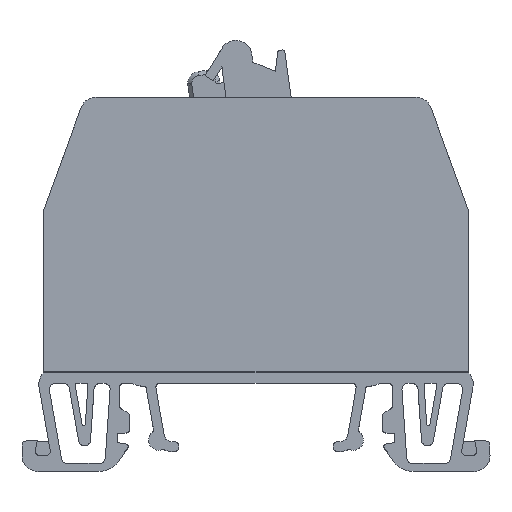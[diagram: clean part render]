
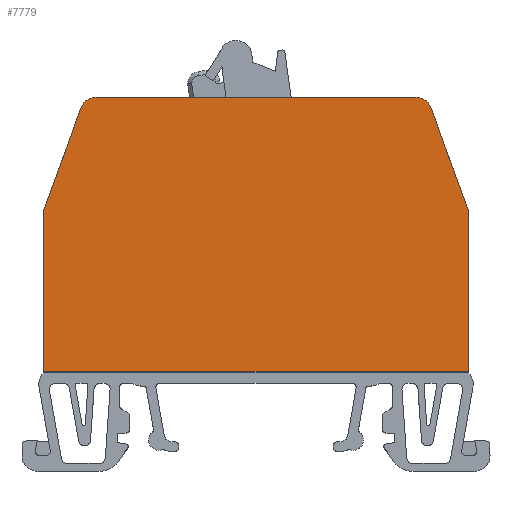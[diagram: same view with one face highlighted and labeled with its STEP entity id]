
A CAD part, top view. The second image highlights one B-rep face of the part: STEP entity #7779.
In plain terms, the highlighted planar face has unit normal (0, 0, 1).
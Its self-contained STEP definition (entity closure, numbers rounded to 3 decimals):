
#4987 = DIRECTION ( 'NONE',  ( 1., 0., 0. ) ) ;
#4990 = DIRECTION ( 'NONE',  ( 0.342, -0.94, 0. ) ) ;
#5005 = LINE ( 'NONE', #5015, #12811 ) ;
#5009 = DIRECTION ( 'NONE',  ( 0., 0., -1. ) ) ;
#5014 = CARTESIAN_POINT ( 'NONE',  ( 535.776, 287.07, 8.342 ) ) ;
#5015 = CARTESIAN_POINT ( 'NONE',  ( 582.032, 255.157, 8.342 ) ) ;
#5023 = LINE ( 'NONE', #5024, #12791 ) ;
#5024 = CARTESIAN_POINT ( 'NONE',  ( 582.032, 274.962, 8.342 ) ) ;
#5025 = DIRECTION ( 'NONE',  ( 0., -1., 0. ) ) ;
#5030 = LINE ( 'NONE', #5069, #12848 ) ;
#5032 = DIRECTION ( 'NONE',  ( 0.342, 0.94, 0. ) ) ;
#5060 = DIRECTION ( 'NONE',  ( 0., 0., -1. ) ) ;
#5069 = CARTESIAN_POINT ( 'NONE',  ( 533.888, 287.757, 8.342 ) ) ;
#5071 = DIRECTION ( 'NONE',  ( 1., 0., 0. ) ) ;
#5072 = CARTESIAN_POINT ( 'NONE',  ( 575.489, 287.07, 8.342 ) ) ;
#5091 = LINE ( 'NONE', #5119, #12799 ) ;
#5092 = DIRECTION ( 'NONE',  ( 0., 1., 0. ) ) ;
#5119 = CARTESIAN_POINT ( 'NONE',  ( 529.232, 274.962, 8.342 ) ) ;
#5123 = CARTESIAN_POINT ( 'NONE',  ( 529.232, 254.977, 8.342 ) ) ;
#5124 = DIRECTION ( 'NONE',  ( 1., 0., 0. ) ) ;
#5125 = DIRECTION ( 'NONE',  ( -1., 0., 0. ) ) ;
#5135 = CARTESIAN_POINT ( 'NONE',  ( 575.489, 289.079, 8.342 ) ) ;
#5140 = LINE ( 'NONE', #5123, #12855 ) ;
#5159 = LINE ( 'NONE', #5135, #12863 ) ;
#5269 = DIRECTION ( 'NONE',  ( 1., 0., 0. ) ) ;
#5294 = CARTESIAN_POINT ( 'NONE',  ( 557.932, 286.175, 8.342 ) ) ;
#5304 = DIRECTION ( 'NONE',  ( 0., 0., 1. ) ) ;
#5307 = PLANE ( 'NONE',  #12730 ) ;
#5320 = FACE_OUTER_BOUND ( 'NONE', #12049, .T. ) ;
#7688 = EDGE_CURVE ( 'NONE', #14769, #14770, #12853, .T. ) ;
#7694 = EDGE_CURVE ( 'NONE', #14760, #14780, #5023, .T. ) ;
#7695 = EDGE_CURVE ( 'NONE', #14780, #14789, #5005, .T. ) ;
#7706 = EDGE_CURVE ( 'NONE', #14802, #14760, #12822, .T. ) ;
#7711 = EDGE_CURVE ( 'NONE', #14803, #14769, #5030, .T. ) ;
#7721 = EDGE_CURVE ( 'NONE', #14771, #14803, #5091, .T. ) ;
#7729 = EDGE_CURVE ( 'NONE', #14789, #14771, #5140, .T. ) ;
#7734 = EDGE_CURVE ( 'NONE', #14770, #14802, #5159, .T. ) ;
#7779 = ADVANCED_FACE ( 'NONE', ( #5320 ), #5307, .T. ) ;
#12049 = EDGE_LOOP ( 'NONE', ( #15142, #15136, #15109, #15150, #15152, #15057, #15065, #15076 ) ) ;
#12581 = CARTESIAN_POINT ( 'NONE',  ( 582.032, 274.962, 8.342 ) ) ;
#12595 = CARTESIAN_POINT ( 'NONE',  ( 582.032, 254.977, 8.342 ) ) ;
#12616 = CARTESIAN_POINT ( 'NONE',  ( 577.376, 287.757, 8.342 ) ) ;
#12619 = CARTESIAN_POINT ( 'NONE',  ( 533.888, 287.757, 8.342 ) ) ;
#12621 = CARTESIAN_POINT ( 'NONE',  ( 535.776, 289.079, 8.342 ) ) ;
#12635 = CARTESIAN_POINT ( 'NONE',  ( 529.232, 254.977, 8.342 ) ) ;
#12649 = CARTESIAN_POINT ( 'NONE',  ( 575.489, 289.079, 8.342 ) ) ;
#12685 = CARTESIAN_POINT ( 'NONE',  ( 529.232, 274.962, 8.342 ) ) ;
#12730 = AXIS2_PLACEMENT_3D ( 'NONE', #5294, #5304, #5269 ) ;
#12791 = VECTOR ( 'NONE', #4990, 1000. ) ;
#12799 = VECTOR ( 'NONE', #5092, 1000. ) ;
#12811 = VECTOR ( 'NONE', #5025, 1000. ) ;
#12822 = CIRCLE ( 'NONE', #12825, 2.008 ) ;
#12825 = AXIS2_PLACEMENT_3D ( 'NONE', #5072, #5060, #5071 ) ;
#12848 = VECTOR ( 'NONE', #5032, 1000. ) ;
#12852 = AXIS2_PLACEMENT_3D ( 'NONE', #5014, #5009, #4987 ) ;
#12853 = CIRCLE ( 'NONE', #12852, 2.008 ) ;
#12855 = VECTOR ( 'NONE', #5125, 1000. ) ;
#12863 = VECTOR ( 'NONE', #5124, 1000. ) ;
#14760 = VERTEX_POINT ( 'NONE', #12616 ) ;
#14769 = VERTEX_POINT ( 'NONE', #12619 ) ;
#14770 = VERTEX_POINT ( 'NONE', #12621 ) ;
#14771 = VERTEX_POINT ( 'NONE', #12635 ) ;
#14780 = VERTEX_POINT ( 'NONE', #12581 ) ;
#14789 = VERTEX_POINT ( 'NONE', #12595 ) ;
#14802 = VERTEX_POINT ( 'NONE', #12649 ) ;
#14803 = VERTEX_POINT ( 'NONE', #12685 ) ;
#15057 = ORIENTED_EDGE ( 'NONE', *, *, #7706, .F. ) ;
#15065 = ORIENTED_EDGE ( 'NONE', *, *, #7734, .F. ) ;
#15076 = ORIENTED_EDGE ( 'NONE', *, *, #7688, .F. ) ;
#15109 = ORIENTED_EDGE ( 'NONE', *, *, #7729, .F. ) ;
#15136 = ORIENTED_EDGE ( 'NONE', *, *, #7721, .F. ) ;
#15142 = ORIENTED_EDGE ( 'NONE', *, *, #7711, .F. ) ;
#15150 = ORIENTED_EDGE ( 'NONE', *, *, #7695, .F. ) ;
#15152 = ORIENTED_EDGE ( 'NONE', *, *, #7694, .F. ) ;
